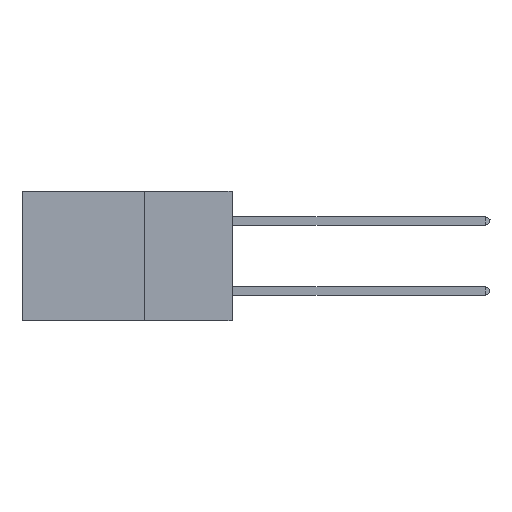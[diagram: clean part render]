
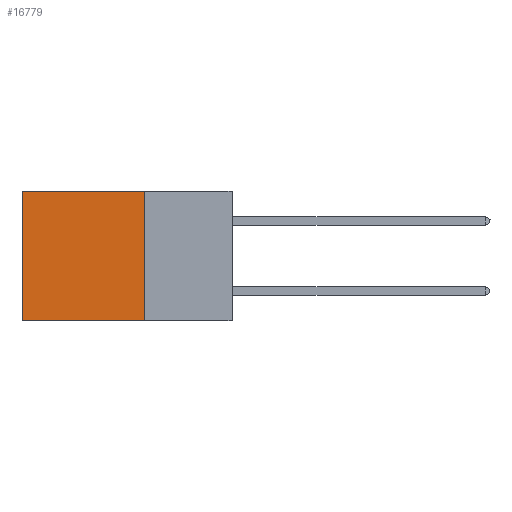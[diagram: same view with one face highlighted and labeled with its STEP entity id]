
A CAD part, left-side view. The second image highlights one B-rep face of the part: STEP entity #16779.
In plain terms, the highlighted planar face has unit normal (-1, 0, 0).
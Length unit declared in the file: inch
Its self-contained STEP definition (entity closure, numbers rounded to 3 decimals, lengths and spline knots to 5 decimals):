
#21 = VECTOR ( 'NONE', #27570, 39.37008 ) ;
#998 = LINE ( 'NONE', #33829, #4075 ) ;
#1818 = PLANE ( 'NONE',  #32185 ) ;
#2062 = EDGE_CURVE ( 'NONE', #19222, #4872, #15438, .T. ) ;
#2261 = CARTESIAN_POINT ( 'NONE',  ( 0.2875, 0.25, 0. ) ) ;
#4075 = VECTOR ( 'NONE', #21739, 39.37008 ) ;
#4872 = VERTEX_POINT ( 'NONE', #12720 ) ;
#4935 = ORIENTED_EDGE ( 'NONE', *, *, #25048, .T. ) ;
#7416 = DIRECTION ( 'NONE',  ( 0., 0., -1. ) ) ;
#8704 = ORIENTED_EDGE ( 'NONE', *, *, #24577, .F. ) ;
#8871 = CARTESIAN_POINT ( 'NONE',  ( 0.2875, 0.25, -0.37 ) ) ;
#9753 = CARTESIAN_POINT ( 'NONE',  ( 0.2875, 0.6, 0. ) ) ;
#10384 = EDGE_CURVE ( 'NONE', #28767, #4872, #24888, .T. ) ;
#10981 = DIRECTION ( 'NONE',  ( 1., 0., 0. ) ) ;
#12720 = CARTESIAN_POINT ( 'NONE',  ( 0.2875, 0.6, -0.37 ) ) ;
#12866 = VERTEX_POINT ( 'NONE', #2261 ) ;
#15438 = LINE ( 'NONE', #8871, #21 ) ;
#16779 = ADVANCED_FACE ( 'NONE', ( #29079 ), #1818, .F. ) ;
#17138 = CARTESIAN_POINT ( 'NONE',  ( 0.2875, 0.25, -0.37 ) ) ;
#19222 = VERTEX_POINT ( 'NONE', #17138 ) ;
#21739 = DIRECTION ( 'NONE',  ( 0., 1., 0. ) ) ;
#22373 = LINE ( 'NONE', #24964, #30122 ) ;
#23132 = DIRECTION ( 'NONE',  ( 0., 0., -1. ) ) ;
#23169 = ORIENTED_EDGE ( 'NONE', *, *, #10384, .T. ) ;
#24109 = ORIENTED_EDGE ( 'NONE', *, *, #2062, .F. ) ;
#24577 = EDGE_CURVE ( 'NONE', #12866, #19222, #22373, .T. ) ;
#24868 = VECTOR ( 'NONE', #33803, 39.37008 ) ;
#24888 = LINE ( 'NONE', #9753, #24868 ) ;
#24964 = CARTESIAN_POINT ( 'NONE',  ( 0.2875, 0.25, 0. ) ) ;
#25048 = EDGE_CURVE ( 'NONE', #12866, #28767, #998, .T. ) ;
#26112 = CARTESIAN_POINT ( 'NONE',  ( 0.2875, 0.25, 0. ) ) ;
#27570 = DIRECTION ( 'NONE',  ( 0., 1., 0. ) ) ;
#28767 = VERTEX_POINT ( 'NONE', #32471 ) ;
#29079 = FACE_OUTER_BOUND ( 'NONE', #34735, .T. ) ;
#30122 = VECTOR ( 'NONE', #7416, 39.37008 ) ;
#32185 = AXIS2_PLACEMENT_3D ( 'NONE', #26112, #10981, #23132 ) ;
#32471 = CARTESIAN_POINT ( 'NONE',  ( 0.2875, 0.6, 0. ) ) ;
#33803 = DIRECTION ( 'NONE',  ( 0., 0., -1. ) ) ;
#33829 = CARTESIAN_POINT ( 'NONE',  ( 0.2875, 0.25, 0. ) ) ;
#34735 = EDGE_LOOP ( 'NONE', ( #23169, #24109, #8704, #4935 ) ) ;
